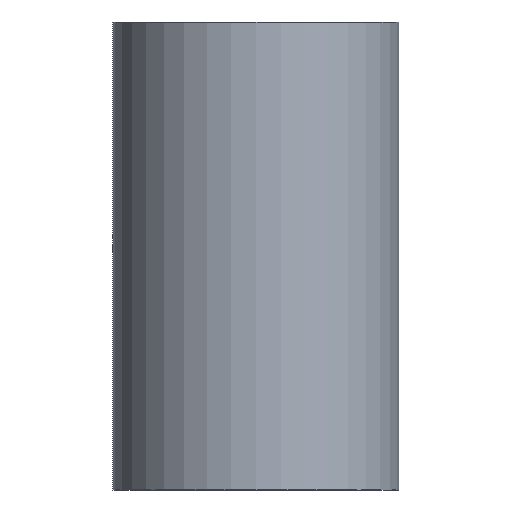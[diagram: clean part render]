
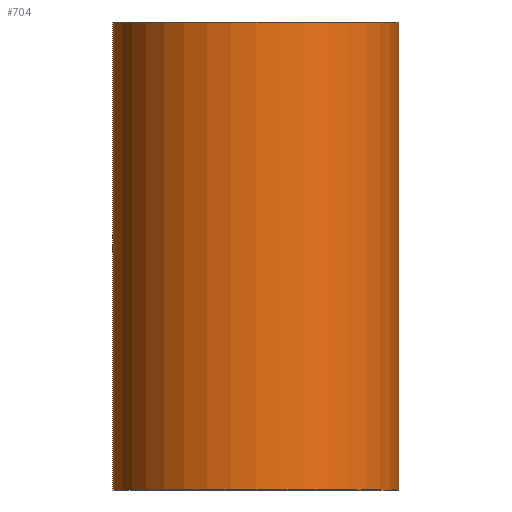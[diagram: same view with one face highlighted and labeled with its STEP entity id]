
A CAD part, front view. The second image highlights one B-rep face of the part: STEP entity #704.
In plain terms, the highlighted cylindrical face has radius 550 mm (diameter 1100 mm), a full revolution.
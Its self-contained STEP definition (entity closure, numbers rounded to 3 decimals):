
#33 = VERTEX_POINT ( 'NONE', #1324 ) ;
#178 = DIRECTION ( 'NONE',  ( 0., 0., 1. ) ) ;
#273 = ORIENTED_EDGE ( 'NONE', *, *, #1319, .T. ) ;
#349 = CARTESIAN_POINT ( 'NONE',  ( 0., 0., 1800. ) ) ;
#361 = ORIENTED_EDGE ( 'NONE', *, *, #968, .F. ) ;
#370 = VERTEX_POINT ( 'NONE', #667 ) ;
#442 = AXIS2_PLACEMENT_3D ( 'NONE', #349, #471, #687 ) ;
#454 = AXIS2_PLACEMENT_3D ( 'NONE', #834, #178, #603 ) ;
#471 = DIRECTION ( 'NONE',  ( 0., 0., 1. ) ) ;
#557 = AXIS2_PLACEMENT_3D ( 'NONE', #947, #751, #1302 ) ;
#603 = DIRECTION ( 'NONE',  ( 1., 0., 0. ) ) ;
#667 = CARTESIAN_POINT ( 'NONE',  ( 550., 0., 0. ) ) ;
#687 = DIRECTION ( 'NONE',  ( 1., 0., 0. ) ) ;
#704 = ADVANCED_FACE ( 'NONE', ( #1137, #1034 ), #841, .T. ) ;
#751 = DIRECTION ( 'NONE',  ( 0., 0., 1. ) ) ;
#757 = CIRCLE ( 'NONE', #557, 550. ) ;
#834 = CARTESIAN_POINT ( 'NONE',  ( 0., 0., 0. ) ) ;
#841 = CYLINDRICAL_SURFACE ( 'NONE', #454, 550. ) ;
#908 = CIRCLE ( 'NONE', #442, 550. ) ;
#947 = CARTESIAN_POINT ( 'NONE',  ( 0., 0., 0. ) ) ;
#968 = EDGE_CURVE ( 'NONE', #33, #33, #908, .T. ) ;
#1034 = FACE_OUTER_BOUND ( 'NONE', #1193, .T. ) ;
#1137 = FACE_OUTER_BOUND ( 'NONE', #1404, .T. ) ;
#1193 = EDGE_LOOP ( 'NONE', ( #361 ) ) ;
#1302 = DIRECTION ( 'NONE',  ( 1., 0., 0. ) ) ;
#1319 = EDGE_CURVE ( 'NONE', #370, #370, #757, .T. ) ;
#1324 = CARTESIAN_POINT ( 'NONE',  ( 550., 0., 1800. ) ) ;
#1404 = EDGE_LOOP ( 'NONE', ( #273 ) ) ;
